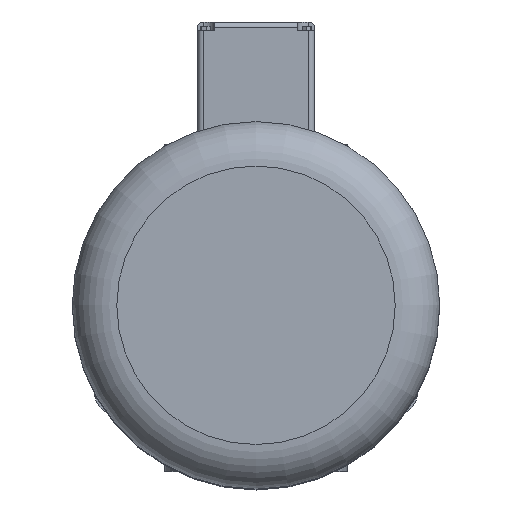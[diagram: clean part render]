
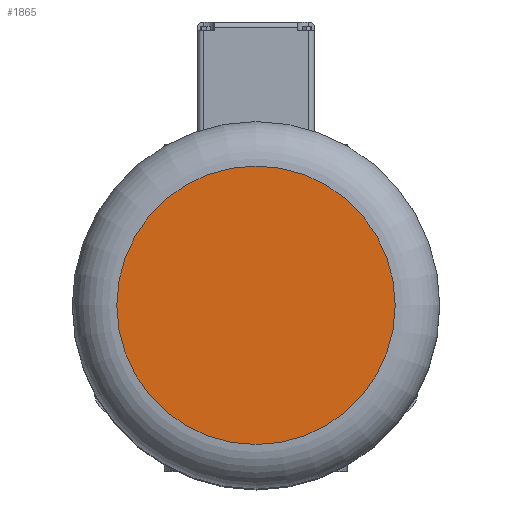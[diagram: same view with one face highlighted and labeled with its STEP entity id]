
A CAD part, top view. The second image highlights one B-rep face of the part: STEP entity #1865.
In plain terms, the highlighted planar face has unit normal (0, 0, 1).
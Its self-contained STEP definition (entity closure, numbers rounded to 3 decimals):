
#1865=ADVANCED_FACE('',(#5698),#5700,.T.);
#5698=FACE_BOUND('',#5699,.T.);
#5699=EDGE_LOOP('',(#9003));
#5700=PLANE('',#5701);
#5701=AXIS2_PLACEMENT_3D('',#5702,#5703,#5704);
#5702=CARTESIAN_POINT('',(0.,0.,1375.));
#5703=DIRECTION('',(0.,0.,1.));
#5704=DIRECTION('',(0.,1.,0.));
#9003=ORIENTED_EDGE('',*,*,#10908,.F.);
#10908=EDGE_CURVE('',#12635,#12635,#12636,.T.);
#12635=VERTEX_POINT('',#15965);
#12636=CIRCLE('',#15966,125.);
#15965=CARTESIAN_POINT('',(0.,125.,1375.));
#15966=AXIS2_PLACEMENT_3D('',#15967,#15968,#15969);
#15967=CARTESIAN_POINT('',(0.,0.,1375.));
#15968=DIRECTION('',(0.,0.,-1.));
#15969=DIRECTION('',(0.,1.,0.));
